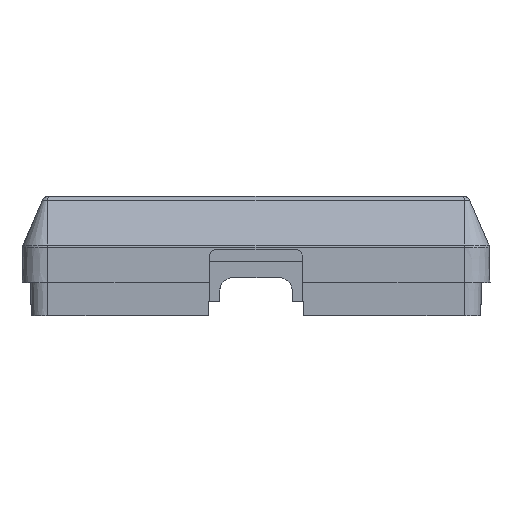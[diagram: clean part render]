
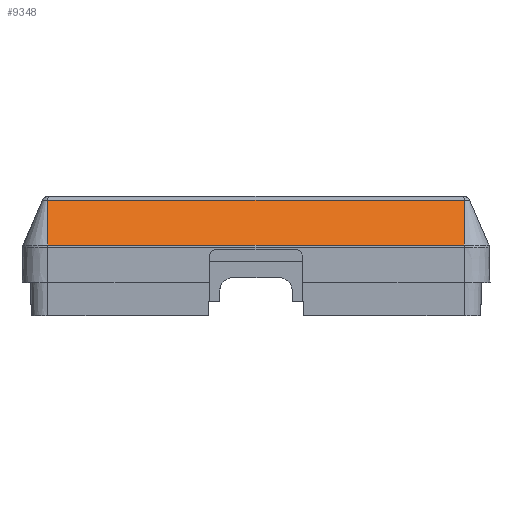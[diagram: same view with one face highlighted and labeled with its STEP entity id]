
A CAD part, left-side view. The second image highlights one B-rep face of the part: STEP entity #9348.
In plain terms, the highlighted planar face has unit normal (-0.919, 0, 0.394).
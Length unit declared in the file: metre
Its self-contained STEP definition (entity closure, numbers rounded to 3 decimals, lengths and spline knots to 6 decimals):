
#363=PLANE('',#10107);
#1602=LINE('',#17795,#2289);
#1603=LINE('',#17805,#2290);
#1604=LINE('',#17807,#2291);
#1605=LINE('',#17809,#2292);
#2289=VECTOR('',#12035,1.);
#2290=VECTOR('',#12038,1.);
#2291=VECTOR('',#12039,1.);
#2292=VECTOR('',#12040,1.);
#4324=ORIENTED_EDGE('',*,*,#6409,.T.);
#4325=ORIENTED_EDGE('',*,*,#6411,.T.);
#4326=ORIENTED_EDGE('',*,*,#6412,.F.);
#4327=ORIENTED_EDGE('',*,*,#6413,.T.);
#6409=EDGE_CURVE('',#7495,#7494,#1602,.T.);
#6411=EDGE_CURVE('',#7494,#7496,#1603,.F.);
#6412=EDGE_CURVE('',#7497,#7496,#1604,.T.);
#6413=EDGE_CURVE('',#7497,#7495,#1605,.T.);
#7494=VERTEX_POINT('',#17794);
#7495=VERTEX_POINT('',#17796);
#7496=VERTEX_POINT('',#17806);
#7497=VERTEX_POINT('',#17808);
#8005=EDGE_LOOP('',(#4324,#4325,#4326,#4327));
#8600=FACE_BOUND('',#8005,.T.);
#9348=ADVANCED_FACE('',(#8600),#363,.F.);
#10107=AXIS2_PLACEMENT_3D('',#17804,#12036,#12037);
#12035=DIRECTION('',(-0.394,0.,-0.919));
#12036=DIRECTION('',(0.919,0.,-0.394));
#12037=DIRECTION('',(-0.394,0.,-0.919));
#12038=DIRECTION('',(0.,1.,0.));
#12039=DIRECTION('',(-0.394,0.,-0.919));
#12040=DIRECTION('',(0.,1.,0.));
#17794=CARTESIAN_POINT('',(-0.043423,0.016,-0.00132));
#17795=CARTESIAN_POINT('',(-0.0405,0.016,0.0055));
#17796=CARTESIAN_POINT('',(-0.04076,0.016,0.004894));
#17804=CARTESIAN_POINT('',(-0.036207,0.,0.015517));
#17805=CARTESIAN_POINT('',(-0.043423,0.,-0.00132));
#17806=CARTESIAN_POINT('',(-0.043423,-0.042,-0.00132));
#17807=CARTESIAN_POINT('',(-0.0405,-0.042,0.0055));
#17808=CARTESIAN_POINT('',(-0.04076,-0.042,0.004894));
#17809=CARTESIAN_POINT('',(-0.04076,0.,0.004894));
